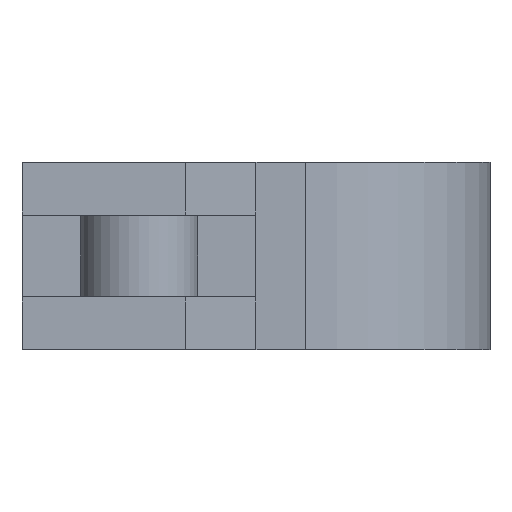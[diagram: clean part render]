
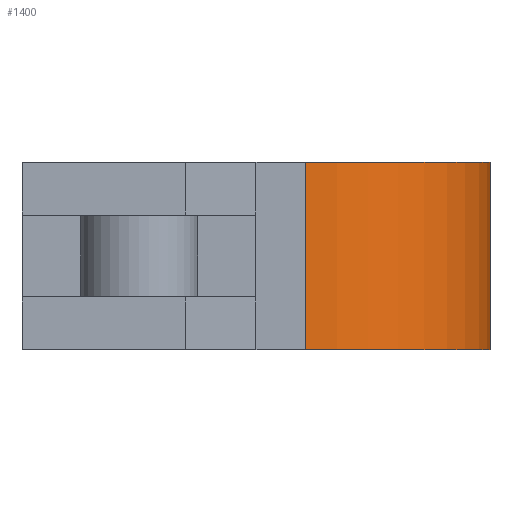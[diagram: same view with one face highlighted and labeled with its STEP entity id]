
A CAD part, left-side view. The second image highlights one B-rep face of the part: STEP entity #1400.
In plain terms, the highlighted cylindrical face has radius 7.9 mm (diameter 15.8 mm), a partial arc.
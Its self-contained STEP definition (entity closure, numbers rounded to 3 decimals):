
#100 = PLANE('',#101);
#101 = AXIS2_PLACEMENT_3D('',#102,#103,#104);
#102 = CARTESIAN_POINT('',(0.,0.,-4.));
#103 = DIRECTION('',(0.,0.,-1.));
#104 = DIRECTION('',(-1.,0.,0.));
#233 = PLANE('',#234);
#234 = AXIS2_PLACEMENT_3D('',#235,#236,#237);
#235 = CARTESIAN_POINT('',(-7.9,0.,4.));
#236 = DIRECTION('',(1.,0.,0.));
#237 = DIRECTION('',(0.,1.,0.));
#261 = PLANE('',#262);
#262 = AXIS2_PLACEMENT_3D('',#263,#264,#265);
#263 = CARTESIAN_POINT('',(0.,0.,4.));
#264 = DIRECTION('',(0.,0.,-1.));
#265 = DIRECTION('',(-1.,0.,0.));
#891 = VERTEX_POINT('',#892);
#892 = CARTESIAN_POINT('',(-7.9,0.,4.));
#913 = EDGE_CURVE('',#891,#914,#916,.T.);
#914 = VERTEX_POINT('',#915);
#915 = CARTESIAN_POINT('',(0.,-7.9,4.));
#916 = SURFACE_CURVE('',#917,(#922,#933),.PCURVE_S1.);
#917 = CIRCLE('',#918,7.9);
#918 = AXIS2_PLACEMENT_3D('',#919,#920,#921);
#919 = CARTESIAN_POINT('',(0.,0.,4.));
#920 = DIRECTION('',(0.,0.,1.));
#921 = DIRECTION('',(-1.,0.,0.));
#922 = PCURVE('',#261,#923);
#923 = DEFINITIONAL_REPRESENTATION('',(#924),#932);
#924 = ( BOUNDED_CURVE() B_SPLINE_CURVE(2,(#925,#926,#927,#928,#929,#930
,#931),.UNSPECIFIED.,.T.,.F.) B_SPLINE_CURVE_WITH_KNOTS((1,2,2,2,2,1),(
    -2.094,0.,2.094,4.189,6.283,
8.378),.UNSPECIFIED.) CURVE() GEOMETRIC_REPRESENTATION_ITEM() 
RATIONAL_B_SPLINE_CURVE((1.,0.5,1.,0.5,1.,0.5,1.)) REPRESENTATION_ITEM(
  '') );
#925 = CARTESIAN_POINT('',(7.9,0.));
#926 = CARTESIAN_POINT('',(7.9,-13.683));
#927 = CARTESIAN_POINT('',(-3.95,-6.842));
#928 = CARTESIAN_POINT('',(-15.8,0.));
#929 = CARTESIAN_POINT('',(-3.95,6.842));
#930 = CARTESIAN_POINT('',(7.9,13.683));
#931 = CARTESIAN_POINT('',(7.9,0.));
#932 = ( GEOMETRIC_REPRESENTATION_CONTEXT(2) 
PARAMETRIC_REPRESENTATION_CONTEXT() REPRESENTATION_CONTEXT('2D SPACE',''
  ) );
#933 = PCURVE('',#934,#939);
#934 = CYLINDRICAL_SURFACE('',#935,7.9);
#935 = AXIS2_PLACEMENT_3D('',#936,#937,#938);
#936 = CARTESIAN_POINT('',(0.,0.,4.));
#937 = DIRECTION('',(0.,0.,-1.));
#938 = DIRECTION('',(-1.,0.,0.));
#939 = DEFINITIONAL_REPRESENTATION('',(#940),#944);
#940 = LINE('',#941,#942);
#941 = CARTESIAN_POINT('',(6.283,0.));
#942 = VECTOR('',#943,1.);
#943 = DIRECTION('',(-1.,0.));
#944 = ( GEOMETRIC_REPRESENTATION_CONTEXT(2) 
PARAMETRIC_REPRESENTATION_CONTEXT() REPRESENTATION_CONTEXT('2D SPACE',''
  ) );
#962 = PLANE('',#963);
#963 = AXIS2_PLACEMENT_3D('',#964,#965,#966);
#964 = CARTESIAN_POINT('',(12.,-7.9,4.));
#965 = DIRECTION('',(0.,1.,0.));
#966 = DIRECTION('',(-1.,0.,0.));
#1250 = VERTEX_POINT('',#1251);
#1251 = CARTESIAN_POINT('',(0.,-7.9,-4.));
#1272 = EDGE_CURVE('',#1273,#1250,#1275,.T.);
#1273 = VERTEX_POINT('',#1274);
#1274 = CARTESIAN_POINT('',(-7.9,0.,-4.));
#1275 = SURFACE_CURVE('',#1276,(#1281,#1292),.PCURVE_S1.);
#1276 = CIRCLE('',#1277,7.9);
#1277 = AXIS2_PLACEMENT_3D('',#1278,#1279,#1280);
#1278 = CARTESIAN_POINT('',(0.,0.,-4.));
#1279 = DIRECTION('',(0.,0.,1.));
#1280 = DIRECTION('',(-1.,0.,0.));
#1281 = PCURVE('',#100,#1282);
#1282 = DEFINITIONAL_REPRESENTATION('',(#1283),#1291);
#1283 = ( BOUNDED_CURVE() B_SPLINE_CURVE(2,(#1284,#1285,#1286,#1287,
#1288,#1289,#1290),.UNSPECIFIED.,.T.,.F.) B_SPLINE_CURVE_WITH_KNOTS((1,2
    ,2,2,2,1),(-2.094,0.,2.094,4.189,
6.283,8.378),.UNSPECIFIED.) CURVE() 
GEOMETRIC_REPRESENTATION_ITEM() RATIONAL_B_SPLINE_CURVE((1.,0.5,1.,0.5,
1.,0.5,1.)) REPRESENTATION_ITEM('') );
#1284 = CARTESIAN_POINT('',(7.9,0.));
#1285 = CARTESIAN_POINT('',(7.9,-13.683));
#1286 = CARTESIAN_POINT('',(-3.95,-6.842));
#1287 = CARTESIAN_POINT('',(-15.8,0.));
#1288 = CARTESIAN_POINT('',(-3.95,6.842));
#1289 = CARTESIAN_POINT('',(7.9,13.683));
#1290 = CARTESIAN_POINT('',(7.9,0.));
#1291 = ( GEOMETRIC_REPRESENTATION_CONTEXT(2) 
PARAMETRIC_REPRESENTATION_CONTEXT() REPRESENTATION_CONTEXT('2D SPACE',''
  ) );
#1292 = PCURVE('',#934,#1293);
#1293 = DEFINITIONAL_REPRESENTATION('',(#1294),#1298);
#1294 = LINE('',#1295,#1296);
#1295 = CARTESIAN_POINT('',(6.283,8.));
#1296 = VECTOR('',#1297,1.);
#1297 = DIRECTION('',(-1.,0.));
#1298 = ( GEOMETRIC_REPRESENTATION_CONTEXT(2) 
PARAMETRIC_REPRESENTATION_CONTEXT() REPRESENTATION_CONTEXT('2D SPACE',''
  ) );
#1378 = EDGE_CURVE('',#891,#1273,#1379,.T.);
#1379 = SURFACE_CURVE('',#1380,(#1384,#1391),.PCURVE_S1.);
#1380 = LINE('',#1381,#1382);
#1381 = CARTESIAN_POINT('',(-7.9,0.,4.));
#1382 = VECTOR('',#1383,1.);
#1383 = DIRECTION('',(0.,0.,-1.));
#1384 = PCURVE('',#233,#1385);
#1385 = DEFINITIONAL_REPRESENTATION('',(#1386),#1390);
#1386 = LINE('',#1387,#1388);
#1387 = CARTESIAN_POINT('',(0.,0.));
#1388 = VECTOR('',#1389,1.);
#1389 = DIRECTION('',(0.,-1.));
#1390 = ( GEOMETRIC_REPRESENTATION_CONTEXT(2) 
PARAMETRIC_REPRESENTATION_CONTEXT() REPRESENTATION_CONTEXT('2D SPACE',''
  ) );
#1391 = PCURVE('',#934,#1392);
#1392 = DEFINITIONAL_REPRESENTATION('',(#1393),#1397);
#1393 = LINE('',#1394,#1395);
#1394 = CARTESIAN_POINT('',(6.283,0.));
#1395 = VECTOR('',#1396,1.);
#1396 = DIRECTION('',(0.,1.));
#1397 = ( GEOMETRIC_REPRESENTATION_CONTEXT(2) 
PARAMETRIC_REPRESENTATION_CONTEXT() REPRESENTATION_CONTEXT('2D SPACE',''
  ) );
#1400 = ADVANCED_FACE('',(#1401),#934,.T.);
#1401 = FACE_BOUND('',#1402,.T.);
#1402 = EDGE_LOOP('',(#1403,#1404,#1425,#1426));
#1403 = ORIENTED_EDGE('',*,*,#1272,.T.);
#1404 = ORIENTED_EDGE('',*,*,#1405,.F.);
#1405 = EDGE_CURVE('',#914,#1250,#1406,.T.);
#1406 = SURFACE_CURVE('',#1407,(#1411,#1418),.PCURVE_S1.);
#1407 = LINE('',#1408,#1409);
#1408 = CARTESIAN_POINT('',(0.,-7.9,4.));
#1409 = VECTOR('',#1410,1.);
#1410 = DIRECTION('',(0.,0.,-1.));
#1411 = PCURVE('',#934,#1412);
#1412 = DEFINITIONAL_REPRESENTATION('',(#1413),#1417);
#1413 = LINE('',#1414,#1415);
#1414 = CARTESIAN_POINT('',(4.712,0.));
#1415 = VECTOR('',#1416,1.);
#1416 = DIRECTION('',(0.,1.));
#1417 = ( GEOMETRIC_REPRESENTATION_CONTEXT(2) 
PARAMETRIC_REPRESENTATION_CONTEXT() REPRESENTATION_CONTEXT('2D SPACE',''
  ) );
#1418 = PCURVE('',#962,#1419);
#1419 = DEFINITIONAL_REPRESENTATION('',(#1420),#1424);
#1420 = LINE('',#1421,#1422);
#1421 = CARTESIAN_POINT('',(12.,0.));
#1422 = VECTOR('',#1423,1.);
#1423 = DIRECTION('',(0.,-1.));
#1424 = ( GEOMETRIC_REPRESENTATION_CONTEXT(2) 
PARAMETRIC_REPRESENTATION_CONTEXT() REPRESENTATION_CONTEXT('2D SPACE',''
  ) );
#1425 = ORIENTED_EDGE('',*,*,#913,.F.);
#1426 = ORIENTED_EDGE('',*,*,#1378,.T.);
